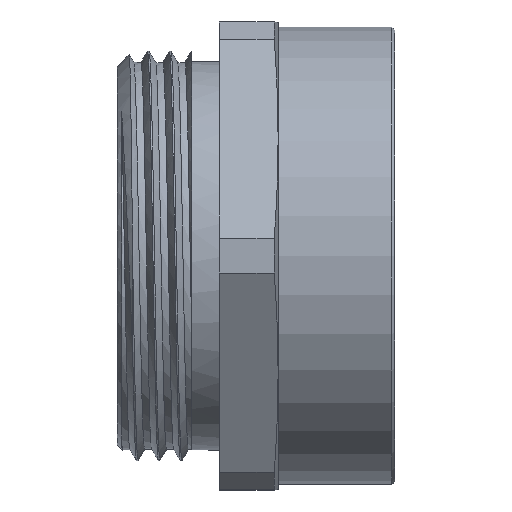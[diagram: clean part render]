
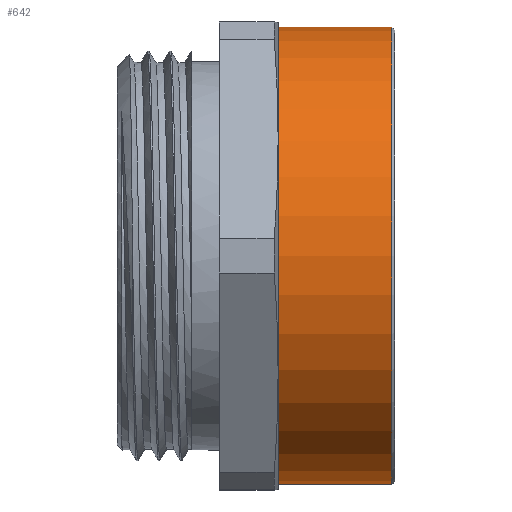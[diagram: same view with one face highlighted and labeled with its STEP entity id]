
A CAD part, top view. The second image highlights one B-rep face of the part: STEP entity #642.
In plain terms, the highlighted cylindrical face has radius 15.65 mm (diameter 31.3 mm), a full revolution.
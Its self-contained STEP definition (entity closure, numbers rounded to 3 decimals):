
#80=CYLINDRICAL_SURFACE('',#718,15.65);
#112=FACE_BOUND('',#203,.T.);
#154=FACE_OUTER_BOUND('',#202,.T.);
#202=EDGE_LOOP('',(#564));
#203=EDGE_LOOP('',(#565));
#251=CIRCLE('',#717,15.65);
#252=CIRCLE('',#719,15.65);
#327=VERTEX_POINT('',#2719);
#328=VERTEX_POINT('',#2722);
#415=EDGE_CURVE('',#327,#327,#251,.T.);
#416=EDGE_CURVE('',#328,#328,#252,.T.);
#564=ORIENTED_EDGE('',*,*,#415,.T.);
#565=ORIENTED_EDGE('',*,*,#416,.F.);
#642=ADVANCED_FACE('',(#154,#112),#80,.T.);
#717=AXIS2_PLACEMENT_3D('',#2720,#874,#875);
#718=AXIS2_PLACEMENT_3D('',#2721,#876,#877);
#719=AXIS2_PLACEMENT_3D('',#2723,#878,#879);
#874=DIRECTION('center_axis',(1.,0.,0.));
#875=DIRECTION('ref_axis',(0.,0.,-1.));
#876=DIRECTION('center_axis',(1.,0.,0.));
#877=DIRECTION('ref_axis',(0.,1.,0.));
#878=DIRECTION('center_axis',(1.,0.,0.));
#879=DIRECTION('ref_axis',(0.,0.,-1.));
#2719=CARTESIAN_POINT('',(-7.99,15.65,0.));
#2720=CARTESIAN_POINT('Origin',(-7.99,0.,0.));
#2721=CARTESIAN_POINT('Origin',(-4.095,0.,0.));
#2722=CARTESIAN_POINT('',(-0.2,15.65,0.));
#2723=CARTESIAN_POINT('Origin',(-0.2,0.,0.));
